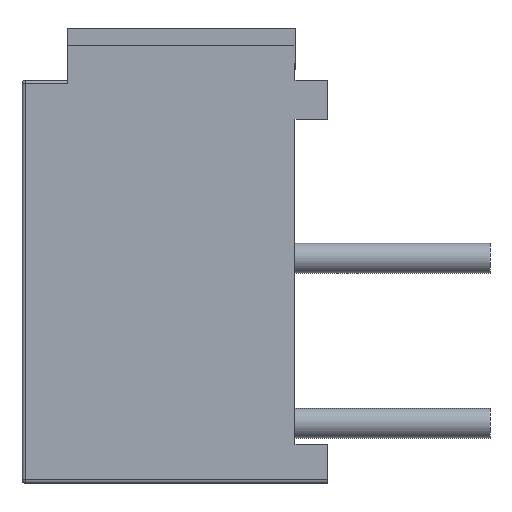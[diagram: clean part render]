
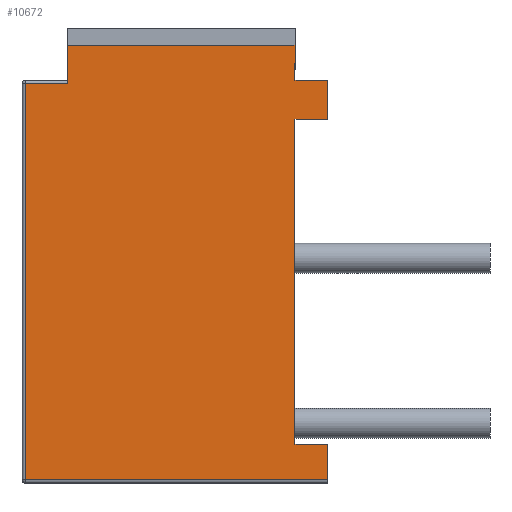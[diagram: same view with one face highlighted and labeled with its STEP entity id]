
A CAD part, left-side view. The second image highlights one B-rep face of the part: STEP entity #10672.
In plain terms, the highlighted planar face has unit normal (-1, 0, 0).
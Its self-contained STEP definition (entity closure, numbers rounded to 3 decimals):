
#186 = EDGE_CURVE ( 'NONE', #9816, #3218, #5950, .T. ) ;
#351 = VECTOR ( 'NONE', #9685, 1000. ) ;
#497 = VERTEX_POINT ( 'NONE', #3191 ) ;
#876 = EDGE_CURVE ( 'NONE', #12014, #10456, #1290, .T. ) ;
#929 = ORIENTED_EDGE ( 'NONE', *, *, #186, .T. ) ;
#1017 = VECTOR ( 'NONE', #10010, 1000. ) ;
#1134 = ORIENTED_EDGE ( 'NONE', *, *, #4475, .F. ) ;
#1290 = LINE ( 'NONE', #8677, #2066 ) ;
#1389 = CARTESIAN_POINT ( 'NONE',  ( -3.3, -4.2, -0.25 ) ) ;
#1471 = CARTESIAN_POINT ( 'NONE',  ( -3.3, -0.05, -0.84 ) ) ;
#1507 = EDGE_CURVE ( 'NONE', #497, #12014, #2419, .T. ) ;
#1584 = EDGE_CURVE ( 'NONE', #10456, #3142, #9298, .T. ) ;
#1628 = DIRECTION ( 'NONE',  ( 0., 0., -1. ) ) ;
#2009 = ORIENTED_EDGE ( 'NONE', *, *, #3801, .F. ) ;
#2065 = CARTESIAN_POINT ( 'NONE',  ( -3.3, 12.947, -1.39 ) ) ;
#2066 = VECTOR ( 'NONE', #4923, 1000. ) ;
#2173 = CARTESIAN_POINT ( 'NONE',  ( -3.3, -4.7, -0.84 ) ) ;
#2334 = EDGE_CURVE ( 'NONE', #2960, #3206, #8328, .T. ) ;
#2398 = ORIENTED_EDGE ( 'NONE', *, *, #9760, .F. ) ;
#2419 = LINE ( 'NONE', #2173, #4099 ) ;
#2808 = VERTEX_POINT ( 'NONE', #12238 ) ;
#2960 = VERTEX_POINT ( 'NONE', #1389 ) ;
#3032 = ORIENTED_EDGE ( 'NONE', *, *, #3726, .T. ) ;
#3142 = VERTEX_POINT ( 'NONE', #4123 ) ;
#3191 = CARTESIAN_POINT ( 'NONE',  ( -3.3, -0.7, -0.84 ) ) ;
#3193 = DIRECTION ( 'NONE',  ( -1., 0., 0. ) ) ;
#3203 = VERTEX_POINT ( 'NONE', #5435 ) ;
#3206 = VERTEX_POINT ( 'NONE', #9249 ) ;
#3218 = VERTEX_POINT ( 'NONE', #7494 ) ;
#3529 = DIRECTION ( 'NONE',  ( 0., -1., 0. ) ) ;
#3550 = ORIENTED_EDGE ( 'NONE', *, *, #1507, .T. ) ;
#3590 = CARTESIAN_POINT ( 'NONE',  ( -3.3, -4.7, -0.25 ) ) ;
#3726 = EDGE_CURVE ( 'NONE', #3142, #5179, #5161, .T. ) ;
#3801 = EDGE_CURVE ( 'NONE', #497, #3206, #7207, .T. ) ;
#3835 = CARTESIAN_POINT ( 'NONE',  ( -3.3, -0.05, -6.94 ) ) ;
#4099 = VECTOR ( 'NONE', #5994, 1000. ) ;
#4107 = VECTOR ( 'NONE', #6552, 1000. ) ;
#4123 = CARTESIAN_POINT ( 'NONE',  ( -3.3, -4.7, -6.94 ) ) ;
#4475 = EDGE_CURVE ( 'NONE', #2960, #3203, #5625, .T. ) ;
#4810 = ORIENTED_EDGE ( 'NONE', *, *, #9469, .F. ) ;
#4923 = DIRECTION ( 'NONE',  ( 0., 0., -1. ) ) ;
#5140 = VECTOR ( 'NONE', #5532, 1000. ) ;
#5161 = LINE ( 'NONE', #11756, #6543 ) ;
#5179 = VERTEX_POINT ( 'NONE', #6718 ) ;
#5186 = LINE ( 'NONE', #7105, #1017 ) ;
#5208 = AXIS2_PLACEMENT_3D ( 'NONE', #7885, #3193, #6989 ) ;
#5360 = CARTESIAN_POINT ( 'NONE',  ( -3.3, -4.7, -6.94 ) ) ;
#5381 = LINE ( 'NONE', #11158, #12020 ) ;
#5384 = VECTOR ( 'NONE', #3529, 1000. ) ;
#5408 = CARTESIAN_POINT ( 'NONE',  ( -3.3, -0.7, -0.79 ) ) ;
#5435 = CARTESIAN_POINT ( 'NONE',  ( -3.3, -4.2, -0.79 ) ) ;
#5532 = DIRECTION ( 'NONE',  ( 0., 0., 1. ) ) ;
#5625 = LINE ( 'NONE', #9444, #351 ) ;
#5880 = PLANE ( 'NONE',  #5208 ) ;
#5950 = LINE ( 'NONE', #2065, #7870 ) ;
#5994 = DIRECTION ( 'NONE',  ( 0., 1., 0. ) ) ;
#6269 = CARTESIAN_POINT ( 'NONE',  ( -3.3, 12.947, -6.39 ) ) ;
#6379 = ORIENTED_EDGE ( 'NONE', *, *, #10691, .F. ) ;
#6392 = EDGE_LOOP ( 'NONE', ( #6379, #1134, #11742, #2009, #3550, #8784, #12359, #3032, #4810, #2398, #929, #8308 ) ) ;
#6543 = VECTOR ( 'NONE', #6960, 1000. ) ;
#6552 = DIRECTION ( 'NONE',  ( 0., -1., 0. ) ) ;
#6585 = CARTESIAN_POINT ( 'NONE',  ( -3.3, -4.7, 0. ) ) ;
#6718 = CARTESIAN_POINT ( 'NONE',  ( -3.3, -4.7, -6.39 ) ) ;
#6960 = DIRECTION ( 'NONE',  ( 0., 0., 1. ) ) ;
#6989 = DIRECTION ( 'NONE',  ( 0., 0., 1. ) ) ;
#7105 = CARTESIAN_POINT ( 'NONE',  ( -3.3, -4.7, -0.79 ) ) ;
#7207 = LINE ( 'NONE', #5408, #5140 ) ;
#7392 = DIRECTION ( 'NONE',  ( 0., 1., 0. ) ) ;
#7494 = CARTESIAN_POINT ( 'NONE',  ( -3.3, -4.7, -1.39 ) ) ;
#7595 = VERTEX_POINT ( 'NONE', #9981 ) ;
#7870 = VECTOR ( 'NONE', #7961, 1000. ) ;
#7885 = CARTESIAN_POINT ( 'NONE',  ( -3.3, -4.7, 0. ) ) ;
#7950 = FACE_OUTER_BOUND ( 'NONE', #6392, .T. ) ;
#7961 = DIRECTION ( 'NONE',  ( 0., -1., 0. ) ) ;
#8092 = EDGE_CURVE ( 'NONE', #3218, #2808, #12226, .T. ) ;
#8308 = ORIENTED_EDGE ( 'NONE', *, *, #8092, .T. ) ;
#8328 = LINE ( 'NONE', #3590, #10532 ) ;
#8677 = CARTESIAN_POINT ( 'NONE',  ( -3.3, -0.05, 0. ) ) ;
#8784 = ORIENTED_EDGE ( 'NONE', *, *, #876, .T. ) ;
#9249 = CARTESIAN_POINT ( 'NONE',  ( -3.3, -0.7, -0.25 ) ) ;
#9298 = LINE ( 'NONE', #5360, #4107 ) ;
#9375 = VECTOR ( 'NONE', #9462, 1000. ) ;
#9390 = CARTESIAN_POINT ( 'NONE',  ( -3.3, -4.2, -1.39 ) ) ;
#9444 = CARTESIAN_POINT ( 'NONE',  ( -3.3, -4.2, 0. ) ) ;
#9462 = DIRECTION ( 'NONE',  ( 0., 0., 1. ) ) ;
#9469 = EDGE_CURVE ( 'NONE', #7595, #5179, #11990, .T. ) ;
#9685 = DIRECTION ( 'NONE',  ( 0., 0., -1. ) ) ;
#9760 = EDGE_CURVE ( 'NONE', #9816, #7595, #5381, .T. ) ;
#9816 = VERTEX_POINT ( 'NONE', #9390 ) ;
#9981 = CARTESIAN_POINT ( 'NONE',  ( -3.3, -4.2, -6.39 ) ) ;
#10010 = DIRECTION ( 'NONE',  ( 0., -1., 0. ) ) ;
#10456 = VERTEX_POINT ( 'NONE', #3835 ) ;
#10532 = VECTOR ( 'NONE', #7392, 1000. ) ;
#10672 = ADVANCED_FACE ( 'NONE', ( #7950 ), #5880, .T. ) ;
#10691 = EDGE_CURVE ( 'NONE', #3203, #2808, #5186, .T. ) ;
#11158 = CARTESIAN_POINT ( 'NONE',  ( -3.3, -4.2, 0. ) ) ;
#11742 = ORIENTED_EDGE ( 'NONE', *, *, #2334, .T. ) ;
#11756 = CARTESIAN_POINT ( 'NONE',  ( -3.3, -4.7, 0. ) ) ;
#11990 = LINE ( 'NONE', #6269, #5384 ) ;
#12014 = VERTEX_POINT ( 'NONE', #1471 ) ;
#12020 = VECTOR ( 'NONE', #1628, 1000. ) ;
#12226 = LINE ( 'NONE', #6585, #9375 ) ;
#12238 = CARTESIAN_POINT ( 'NONE',  ( -3.3, -4.7, -0.79 ) ) ;
#12359 = ORIENTED_EDGE ( 'NONE', *, *, #1584, .T. ) ;
